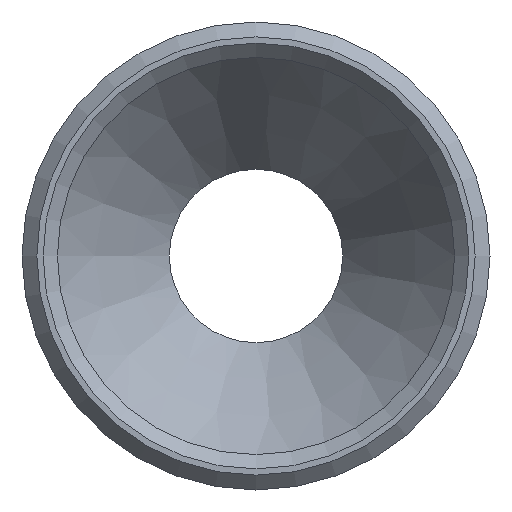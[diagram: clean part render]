
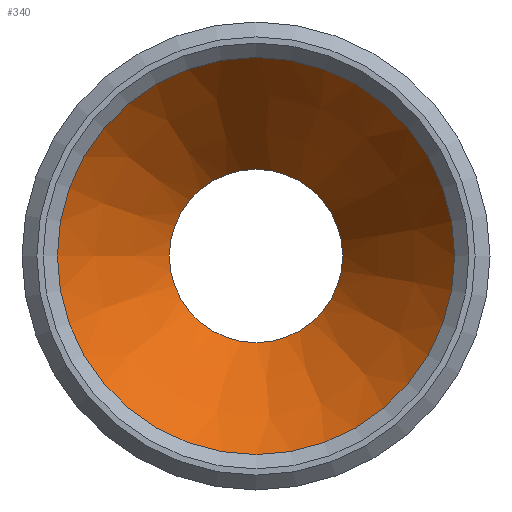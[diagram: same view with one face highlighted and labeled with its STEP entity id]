
A CAD part, front view. The second image highlights one B-rep face of the part: STEP entity #340.
In plain terms, the highlighted conical face has half-angle 35 degrees and reference radius 11.49 mm.
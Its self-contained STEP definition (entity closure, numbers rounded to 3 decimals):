
#45=FACE_OUTER_BOUND('',#71,.T.);
#71=EDGE_LOOP('',(#285,#286,#287,#288));
#93=LINE('',#609,#113);
#113=VECTOR('',#507,11.49);
#138=CIRCLE('',#398,16.);
#139=CIRCLE('',#400,6.98);
#163=VERTEX_POINT('',#604);
#164=VERTEX_POINT('',#608);
#204=EDGE_CURVE('',#163,#163,#138,.T.);
#205=EDGE_CURVE('',#163,#164,#93,.T.);
#206=EDGE_CURVE('',#164,#164,#139,.T.);
#285=ORIENTED_EDGE('',*,*,#204,.T.);
#286=ORIENTED_EDGE('',*,*,#205,.T.);
#287=ORIENTED_EDGE('',*,*,#206,.F.);
#288=ORIENTED_EDGE('',*,*,#205,.F.);
#318=CONICAL_SURFACE('',#399,11.49,0.611);
#340=ADVANCED_FACE('',(#45),#318,.F.);
#398=AXIS2_PLACEMENT_3D('',#606,#503,#504);
#399=AXIS2_PLACEMENT_3D('',#607,#505,#506);
#400=AXIS2_PLACEMENT_3D('',#610,#508,#509);
#503=DIRECTION('center_axis',(0.,-1.,0.));
#504=DIRECTION('ref_axis',(1.,0.,0.));
#505=DIRECTION('center_axis',(0.,-1.,0.));
#506=DIRECTION('ref_axis',(1.,0.,0.));
#507=DIRECTION('',(0.574,0.819,0.));
#508=DIRECTION('center_axis',(0.,-1.,0.));
#509=DIRECTION('ref_axis',(1.,0.,0.));
#604=CARTESIAN_POINT('',(-16.,4.45,0.));
#606=CARTESIAN_POINT('Origin',(0.,4.45,0.));
#607=CARTESIAN_POINT('Origin',(0.,10.891,0.));
#608=CARTESIAN_POINT('',(-6.98,17.332,0.));
#609=CARTESIAN_POINT('',(-11.49,10.891,0.));
#610=CARTESIAN_POINT('Origin',(0.,17.332,0.));
